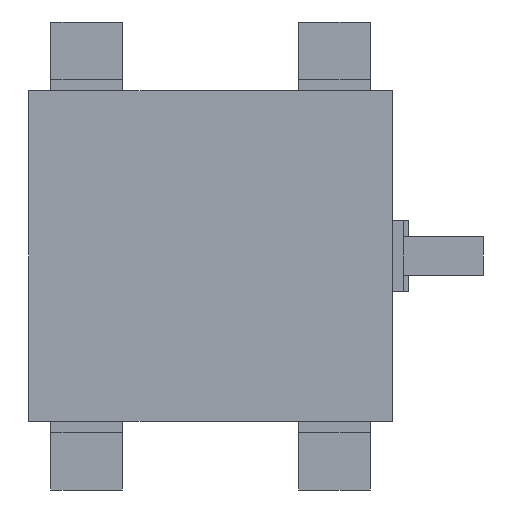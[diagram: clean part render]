
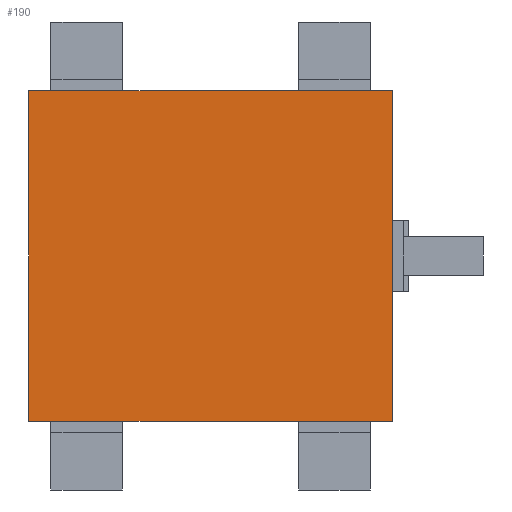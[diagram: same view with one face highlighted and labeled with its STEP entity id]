
A CAD part, front view. The second image highlights one B-rep face of the part: STEP entity #190.
In plain terms, the highlighted planar face has unit normal (0, -1, 0).
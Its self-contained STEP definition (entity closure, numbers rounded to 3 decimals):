
#190=ADVANCED_FACE('',(#381),#382,.F.);
#381=FACE_OUTER_BOUND('',#568,.T.);
#382=PLANE('',#569);
#568=EDGE_LOOP('',(#1077,#1078,#1079,#1080));
#569=AXIS2_PLACEMENT_3D('',#1081,#1082,#1083);
#1077=ORIENTED_EDGE('',*,*,#1315,.T.);
#1078=ORIENTED_EDGE('',*,*,#1311,.F.);
#1079=ORIENTED_EDGE('',*,*,#1316,.F.);
#1080=ORIENTED_EDGE('',*,*,#1308,.F.);
#1081=CARTESIAN_POINT('',(0.0,0.0,0.0));
#1082=DIRECTION('',(0.0,1.0,0.0));
#1083=DIRECTION('',(0.0,0.0,1.0));
#1308=EDGE_CURVE('',#1610,#1605,#1612,.T.);
#1311=EDGE_CURVE('',#1615,#1617,#1618,.T.);
#1315=EDGE_CURVE('',#1610,#1617,#1623,.T.);
#1316=EDGE_CURVE('',#1605,#1615,#1624,.T.);
#1605=VERTEX_POINT('',#2047);
#1610=VERTEX_POINT('',#2054);
#1612=LINE('',#2057,#2058);
#1615=VERTEX_POINT('',#2061);
#1617=VERTEX_POINT('',#2064);
#1618=LINE('',#2065,#2066);
#1623=LINE('',#2073,#2074);
#1624=LINE('',#2075,#2076);
#2047=CARTESIAN_POINT('',(3.3,0.0,3.0));
#2054=CARTESIAN_POINT('',(-3.3,0.0,3.0));
#2057=CARTESIAN_POINT('',(0.0,0.0,3.0));
#2058=VECTOR('',#2233,1.0);
#2061=CARTESIAN_POINT('',(3.3,0.0,-3.0));
#2064=CARTESIAN_POINT('',(-3.3,0.0,-3.0));
#2065=CARTESIAN_POINT('',(0.0,0.0,-3.0));
#2066=VECTOR('',#2235,1.0);
#2073=CARTESIAN_POINT('',(-3.3,0.0,0.0));
#2074=VECTOR('',#2238,1.0);
#2075=CARTESIAN_POINT('',(3.3,0.0,0.0));
#2076=VECTOR('',#2239,1.0);
#2233=DIRECTION('',(1.0,0.0,0.0));
#2235=DIRECTION('',(-1.0,0.0,0.0));
#2238=DIRECTION('',(0.0,0.0,-1.0));
#2239=DIRECTION('',(0.0,0.0,-1.0));
